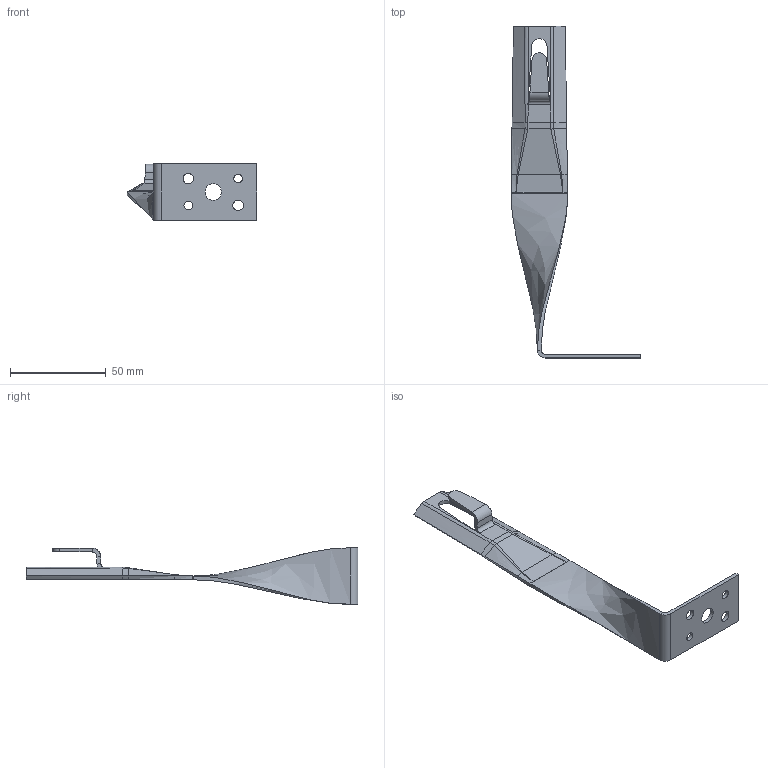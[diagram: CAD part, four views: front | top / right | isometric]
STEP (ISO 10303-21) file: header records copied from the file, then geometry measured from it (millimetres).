
FILE_DESCRIPTION (( 'STEP AP203' ), '1' );
FILE_NAME ('0509 Óãëîâîé äåðæàòåëü, âûñîòà Í-14 (ñì).STEP', '2024-03-05T09:25:29', ( '' ), ( '' ), 'SwSTEP 2.0', 'SolidWorks 2022', '' );
FILE_SCHEMA (( 'CONFIG_CONTROL_DESIGN' ));
Length unit declared in the file: millimetre
Products named in the file (2): 0509.001 Держатель; 0509 Угловой держатель, высота Н-14 (см)
Assembly tree (1 placements, depth 2):
  0509 Угловой держатель, высота Н-14 (см)
    0509.001 Держатель
Bounding box: 67.75 x 173.12 x 29.5 mm (x, y, z)
Volume: 11621.4 mm3; surface area: 13640.4 mm2
Topology: 1 solids, 1 shells, 112 faces, 284 edges, 172 vertices
Faces by surface type: bspline 60, plane 30, cylinder 22
Entity records: 4965 total; most frequent: CARTESIAN_POINT 2613, ORIENTED_EDGE 564, EDGE_CURVE 282, DIRECTION 262, VERTEX_POINT 172, B_SPLINE_CURVE_WITH_KNOTS 168, EDGE_LOOP 120, ADVANCED_FACE 110
